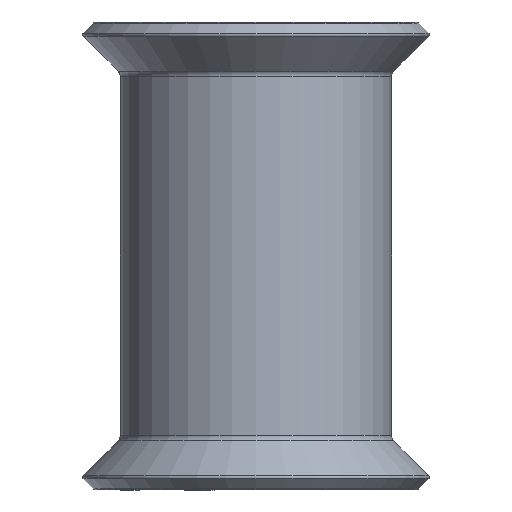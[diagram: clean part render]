
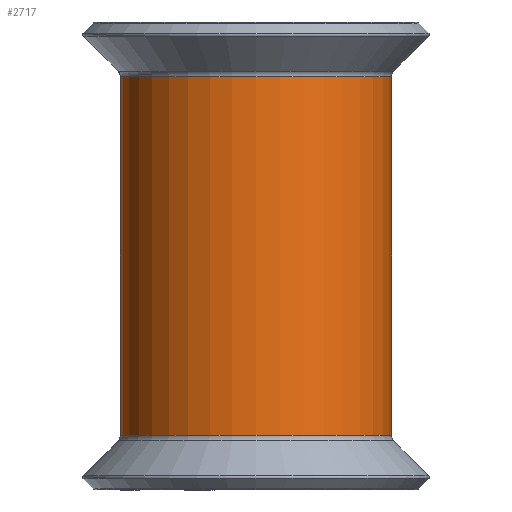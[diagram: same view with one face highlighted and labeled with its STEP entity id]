
A CAD part, front view. The second image highlights one B-rep face of the part: STEP entity #2717.
In plain terms, the highlighted cylindrical face has radius 4.597 mm (diameter 9.195 mm), a partial arc.
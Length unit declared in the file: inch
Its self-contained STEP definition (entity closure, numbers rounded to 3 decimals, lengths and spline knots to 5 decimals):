
#24 = ORIENTED_EDGE ( 'NONE', *, *, #2651, .T. ) ;
#296 = DIRECTION ( 'NONE',  ( 0., 0., -1. ) ) ;
#303 = LINE ( 'NONE', #310, #803 ) ;
#310 = CARTESIAN_POINT ( 'NONE',  ( -0.025, -0.625, 0.3125 ) ) ;
#323 = CARTESIAN_POINT ( 'NONE',  ( 0.156, -0.625, -0.23972 ) ) ;
#385 = DIRECTION ( 'NONE',  ( 0., 0., -1. ) ) ;
#424 = FACE_OUTER_BOUND ( 'NONE', #862, .T. ) ;
#430 = VERTEX_POINT ( 'NONE', #2739 ) ;
#545 = DIRECTION ( 'NONE',  ( -1., 0., 0. ) ) ;
#803 = VECTOR ( 'NONE', #1798, 39.37008 ) ;
#862 = EDGE_LOOP ( 'NONE', ( #1801, #1492, #1011, #24 ) ) ;
#868 = VECTOR ( 'NONE', #296, 39.37008 ) ;
#1011 = ORIENTED_EDGE ( 'NONE', *, *, #1221, .F. ) ;
#1078 = DIRECTION ( 'NONE',  ( -1., 0., 0. ) ) ;
#1198 = CARTESIAN_POINT ( 'NONE',  ( 0.156, -0.444, -0.23972 ) ) ;
#1221 = EDGE_CURVE ( 'NONE', #2275, #2304, #1431, .T. ) ;
#1242 = EDGE_CURVE ( 'NONE', #430, #2359, #303, .T. ) ;
#1290 = DIRECTION ( 'NONE',  ( 0., 0., -1. ) ) ;
#1323 = CIRCLE ( 'NONE', #2157, 0.181 ) ;
#1431 = LINE ( 'NONE', #1579, #868 ) ;
#1492 = ORIENTED_EDGE ( 'NONE', *, *, #1543, .F. ) ;
#1543 = EDGE_CURVE ( 'NONE', #2304, #2359, #1323, .T. ) ;
#1579 = CARTESIAN_POINT ( 'NONE',  ( 0.156, -0.444, 0.3125 ) ) ;
#1654 = CARTESIAN_POINT ( 'NONE',  ( 0.156, -0.625, 0.23972 ) ) ;
#1741 = CIRCLE ( 'NONE', #2292, 0.181 ) ;
#1798 = DIRECTION ( 'NONE',  ( 0., 0., -1. ) ) ;
#1801 = ORIENTED_EDGE ( 'NONE', *, *, #1242, .T. ) ;
#1811 = DIRECTION ( 'NONE',  ( 0., 0., -1. ) ) ;
#1871 = DIRECTION ( 'NONE',  ( -1., 0., 0. ) ) ;
#2058 = CYLINDRICAL_SURFACE ( 'NONE', #2548, 0.181 ) ;
#2157 = AXIS2_PLACEMENT_3D ( 'NONE', #323, #1811, #545 ) ;
#2275 = VERTEX_POINT ( 'NONE', #2676 ) ;
#2292 = AXIS2_PLACEMENT_3D ( 'NONE', #1654, #385, #1871 ) ;
#2304 = VERTEX_POINT ( 'NONE', #1198 ) ;
#2359 = VERTEX_POINT ( 'NONE', #2741 ) ;
#2548 = AXIS2_PLACEMENT_3D ( 'NONE', #2566, #1290, #1078 ) ;
#2566 = CARTESIAN_POINT ( 'NONE',  ( 0.156, -0.625, 0.3125 ) ) ;
#2651 = EDGE_CURVE ( 'NONE', #2275, #430, #1741, .T. ) ;
#2676 = CARTESIAN_POINT ( 'NONE',  ( 0.156, -0.444, 0.23972 ) ) ;
#2717 = ADVANCED_FACE ( 'NONE', ( #424 ), #2058, .T. ) ;
#2739 = CARTESIAN_POINT ( 'NONE',  ( -0.025, -0.625, 0.23972 ) ) ;
#2741 = CARTESIAN_POINT ( 'NONE',  ( -0.025, -0.625, -0.23972 ) ) ;
